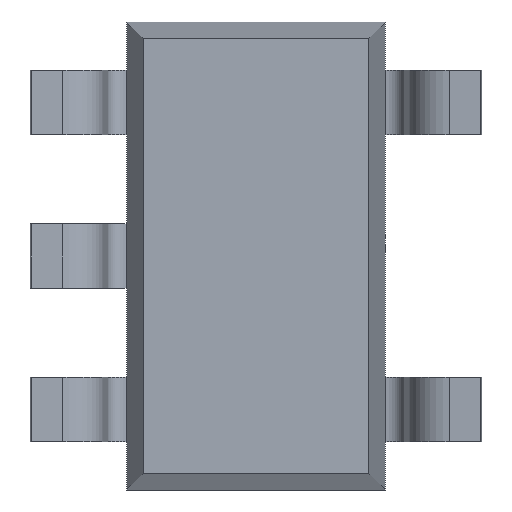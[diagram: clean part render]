
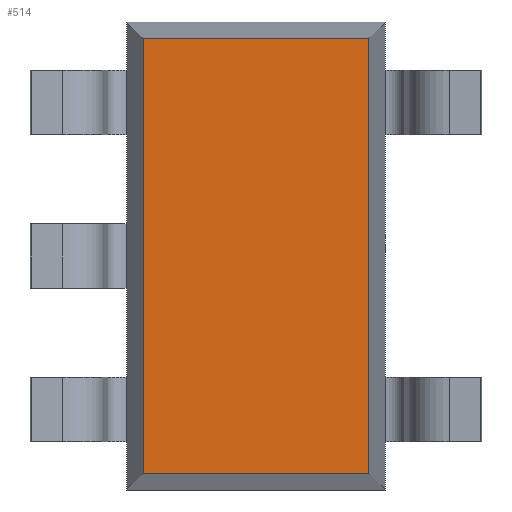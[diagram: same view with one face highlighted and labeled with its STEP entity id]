
A CAD part, front view. The second image highlights one B-rep face of the part: STEP entity #514.
In plain terms, the highlighted planar face has unit normal (0, -1, 0).
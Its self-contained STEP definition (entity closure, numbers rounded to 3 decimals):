
#103 = ORIENTED_EDGE ( 'NONE', *, *, #1040, .T. ) ;
#118 = ORIENTED_EDGE ( 'NONE', *, *, #265, .T. ) ;
#172 = CARTESIAN_POINT ( 'NONE',  ( 0.8, 0.15, 1.349 ) ) ;
#229 = VECTOR ( 'NONE', #358, 1000. ) ;
#230 = CARTESIAN_POINT ( 'NONE',  ( -0.8, 0.15, -1.349 ) ) ;
#244 = PLANE ( 'NONE',  #677 ) ;
#246 = EDGE_CURVE ( 'NONE', #2579, #351, #690, .T. ) ;
#247 = CARTESIAN_POINT ( 'NONE',  ( 0.699, 0.15, -1.349 ) ) ;
#265 = EDGE_CURVE ( 'NONE', #955, #2579, #770, .T. ) ;
#351 = VERTEX_POINT ( 'NONE', #2729 ) ;
#358 = DIRECTION ( 'NONE',  ( -1., 0., 0. ) ) ;
#396 = FACE_OUTER_BOUND ( 'NONE', #1055, .T. ) ;
#437 = CARTESIAN_POINT ( 'NONE',  ( -0.699, 0.15, 1.349 ) ) ;
#478 = CARTESIAN_POINT ( 'NONE',  ( 0.699, 0.15, -1.45 ) ) ;
#514 = ADVANCED_FACE ( 'NONE', ( #396 ), #244, .T. ) ;
#534 = ORIENTED_EDGE ( 'NONE', *, *, #1507, .T. ) ;
#633 = VECTOR ( 'NONE', #1121, 1000. ) ;
#670 = DIRECTION ( 'NONE',  ( 0., 0., 1. ) ) ;
#677 = AXIS2_PLACEMENT_3D ( 'NONE', #1733, #2329, #1487 ) ;
#690 = LINE ( 'NONE', #2196, #633 ) ;
#697 = VECTOR ( 'NONE', #1678, 1000. ) ;
#770 = LINE ( 'NONE', #172, #229 ) ;
#955 = VERTEX_POINT ( 'NONE', #1473 ) ;
#997 = VECTOR ( 'NONE', #670, 1000. ) ;
#1040 = EDGE_CURVE ( 'NONE', #351, #2085, #1899, .T. ) ;
#1055 = EDGE_LOOP ( 'NONE', ( #103, #534, #118, #1932 ) ) ;
#1121 = DIRECTION ( 'NONE',  ( 0., 0., -1. ) ) ;
#1473 = CARTESIAN_POINT ( 'NONE',  ( 0.699, 0.15, 1.349 ) ) ;
#1487 = DIRECTION ( 'NONE',  ( 0., 0., -1. ) ) ;
#1507 = EDGE_CURVE ( 'NONE', #2085, #955, #2413, .T. ) ;
#1678 = DIRECTION ( 'NONE',  ( 1., 0., 0. ) ) ;
#1733 = CARTESIAN_POINT ( 'NONE',  ( 0., 0.15, 0. ) ) ;
#1899 = LINE ( 'NONE', #230, #697 ) ;
#1932 = ORIENTED_EDGE ( 'NONE', *, *, #246, .T. ) ;
#2085 = VERTEX_POINT ( 'NONE', #247 ) ;
#2196 = CARTESIAN_POINT ( 'NONE',  ( -0.699, 0.15, 1.45 ) ) ;
#2329 = DIRECTION ( 'NONE',  ( 0., -1., 0. ) ) ;
#2413 = LINE ( 'NONE', #478, #997 ) ;
#2579 = VERTEX_POINT ( 'NONE', #437 ) ;
#2729 = CARTESIAN_POINT ( 'NONE',  ( -0.699, 0.15, -1.349 ) ) ;
